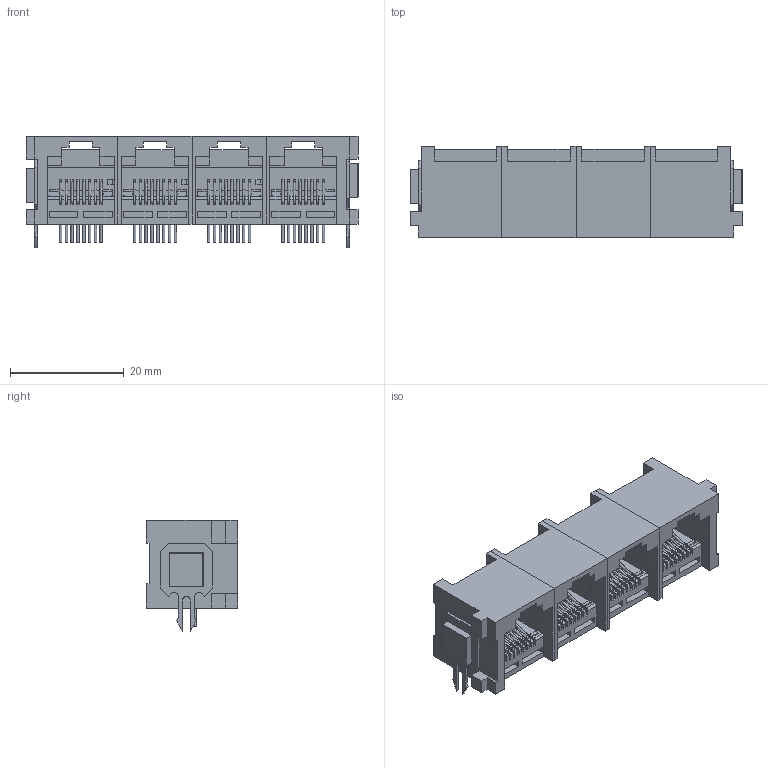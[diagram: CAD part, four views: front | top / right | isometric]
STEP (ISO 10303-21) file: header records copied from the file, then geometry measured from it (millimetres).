
FILE_DESCRIPTION( ( 'Unknown' ), '1' );
FILE_NAME( '615032149521.stp', 'Unknown', ( 'Unknown' ), ( 'Unknown' ), 'PSStep 17.0.49', 'Unknown', ' ' );
FILE_SCHEMA( ( 'AUTOMOTIVE_DESIGN { 1 0 10303 214 1 1 1 1 }' ) );
Length unit declared in the file: millimetre
Products named in the file (16): 615008149521L; 615008149521L_PIN_BIS; 615008149521L_PIN; 615008149521L_Holder; 615008149521M; 615008149521M_PIN_BIS; 615008149521M_PIN; 615008149521M_Holder; 615008149521R; 615008149521R_Holder; Assem1
Assembly tree (36 placements, depth 3):
  Assem1
    615008149521L
      615008149521L
      615008149521L_PIN_BIS  x4
      615008149521L_PIN  x4
      615008149521L
      615008149521L_Holder
    615008149521M  x2
      615008149521M
      615008149521M_PIN_BIS
      615008149521M_PIN
      615008149521M_Holder
    615008149521R
      615008149521R
      615008149521L_PIN_BIS  x4
      615008149521L_PIN  x4
      615008149521R
      615008149521R_Holder
Bounding box: 58.28 x 16 x 19.54 mm (x, y, z)
Volume: 6490.8 mm3; surface area: 13421.5 mm2
Topology: 42 solids, 42 shells, 1453 faces, 4301 edges, 2854 vertices
Faces by surface type: plane 1275, cylinder 146, bspline 32
Entity records: 47959 total; most frequent: CARTESIAN_POINT 10073, ORIENTED_EDGE 6426, DIRECTION 5621, EDGE_CURVE 3213, LINE 2977, VECTOR 2977, VERTEX_POINT 2134, AXIS2_PLACEMENT_3D 1322
